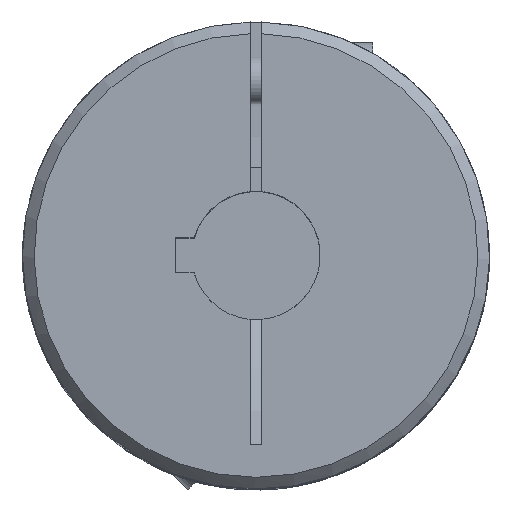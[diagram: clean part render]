
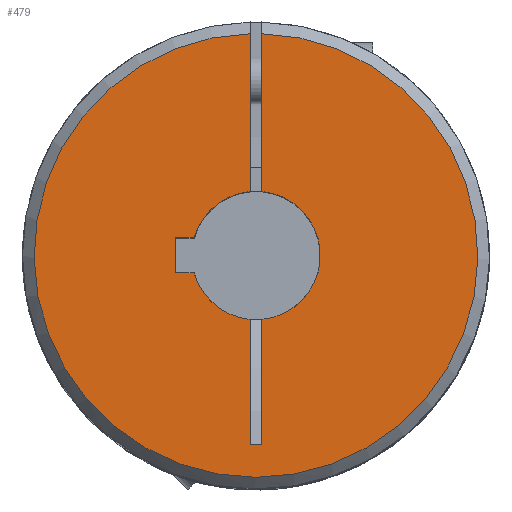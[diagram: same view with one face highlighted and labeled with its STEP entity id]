
A CAD part, top view. The second image highlights one B-rep face of the part: STEP entity #479.
In plain terms, the highlighted face is planar.
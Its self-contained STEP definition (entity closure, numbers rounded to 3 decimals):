
#479 = ADVANCED_FACE( '', ( #1068 ), #1069, .F. );
#1068 = FACE_OUTER_BOUND( '', #1776, .T. );
#1069 = PLANE( '', #1777 );
#1776 = EDGE_LOOP( '', ( #3024, #3025, #3026, #3027, #3028, #3029, #3030, #3031, #3032, #3033, #3034, #3035 ) );
#1777 = AXIS2_PLACEMENT_3D( '', #3036, #3037, #3038 );
#3024 = ORIENTED_EDGE( '', *, *, #4467, .T. );
#3025 = ORIENTED_EDGE( '', *, *, #4196, .T. );
#3026 = ORIENTED_EDGE( '', *, *, #4251, .T. );
#3027 = ORIENTED_EDGE( '', *, *, #4468, .F. );
#3028 = ORIENTED_EDGE( '', *, *, #4469, .T. );
#3029 = ORIENTED_EDGE( '', *, *, #4470, .T. );
#3030 = ORIENTED_EDGE( '', *, *, #4471, .T. );
#3031 = ORIENTED_EDGE( '', *, *, #4472, .T. );
#3032 = ORIENTED_EDGE( '', *, *, #4473, .T. );
#3033 = ORIENTED_EDGE( '', *, *, #4374, .T. );
#3034 = ORIENTED_EDGE( '', *, *, #4158, .F. );
#3035 = ORIENTED_EDGE( '', *, *, #4474, .T. );
#3036 = CARTESIAN_POINT( '', ( 0., 0., 0. ) );
#3037 = DIRECTION( '', ( 1., 0., 0. ) );
#3038 = DIRECTION( '', ( 0., 0., -1. ) );
#4158 = EDGE_CURVE( '', #4993, #4996, #4997, .T. );
#4196 = EDGE_CURVE( '', #5053, #5056, #5058, .T. );
#4251 = EDGE_CURVE( '', #5056, #5145, #5148, .T. );
#4374 = EDGE_CURVE( '', #5343, #4996, #5344, .T. );
#4467 = EDGE_CURVE( '', #5477, #5053, #5478, .T. );
#4468 = EDGE_CURVE( '', #5479, #5145, #5480, .T. );
#4469 = EDGE_CURVE( '', #5479, #5481, #5482, .T. );
#4470 = EDGE_CURVE( '', #5481, #5483, #5484, .T. );
#4471 = EDGE_CURVE( '', #5483, #5485, #5486, .T. );
#4472 = EDGE_CURVE( '', #5485, #5487, #5488, .T. );
#4473 = EDGE_CURVE( '', #5487, #5343, #5489, .T. );
#4474 = EDGE_CURVE( '', #4993, #5477, #5490, .T. );
#4993 = VERTEX_POINT( '', #6202 );
#4996 = VERTEX_POINT( '', #6208 );
#4997 = CIRCLE( '', #6209, 38. );
#5053 = VERTEX_POINT( '', #6390 );
#5056 = VERTEX_POINT( '', #6394 );
#5058 = LINE( '', #6396, #6397 );
#5145 = VERTEX_POINT( '', #6515 );
#5148 = LINE( '', #6518, #6519 );
#5343 = VERTEX_POINT( '', #6790 );
#5344 = LINE( '', #6791, #6792 );
#5477 = VERTEX_POINT( '', #7003 );
#5478 = CIRCLE( '', #7004, 11. );
#5479 = VERTEX_POINT( '', #7005 );
#5480 = LINE( '', #7006, #7007 );
#5481 = VERTEX_POINT( '', #7008 );
#5482 = CIRCLE( '', #7009, 11. );
#5483 = VERTEX_POINT( '', #7010 );
#5484 = LINE( '', #7011, #7012 );
#5485 = VERTEX_POINT( '', #7013 );
#5486 = LINE( '', #7014, #7015 );
#5487 = VERTEX_POINT( '', #7016 );
#5488 = LINE( '', #7017, #7018 );
#5489 = CIRCLE( '', #7019, 11. );
#5490 = LINE( '', #7020, #7021 );
#6202 = CARTESIAN_POINT( '', ( 0., 37.987, 1. ) );
#6208 = CARTESIAN_POINT( '', ( 0., 37.987, -1. ) );
#6209 = AXIS2_PLACEMENT_3D( '', #7863, #7864, #7865 );
#6390 = CARTESIAN_POINT( '', ( 0., -10.954, 1. ) );
#6394 = CARTESIAN_POINT( '', ( 0., -32.365, 1. ) );
#6396 = CARTESIAN_POINT( '', ( 0., 40., 1. ) );
#6397 = VECTOR( '', #7908, 1000. );
#6515 = CARTESIAN_POINT( '', ( 0., -32.365, -1. ) );
#6518 = CARTESIAN_POINT( '', ( 0., -32.365, 1. ) );
#6519 = VECTOR( '', #7985, 1000. );
#6790 = CARTESIAN_POINT( '', ( 0., 10.954, -1. ) );
#6791 = CARTESIAN_POINT( '', ( 0., 0., -1. ) );
#6792 = VECTOR( '', #8176, 1000. );
#7003 = CARTESIAN_POINT( '', ( 0., 10.954, 1. ) );
#7004 = AXIS2_PLACEMENT_3D( '', #8279, #8280, #8281 );
#7005 = CARTESIAN_POINT( '', ( 0., -10.954, -1. ) );
#7006 = CARTESIAN_POINT( '', ( 0., 40., -1. ) );
#7007 = VECTOR( '', #8282, 1000. );
#7008 = CARTESIAN_POINT( '', ( 0., -3., -10.583 ) );
#7009 = AXIS2_PLACEMENT_3D( '', #8283, #8284, #8285 );
#7010 = CARTESIAN_POINT( '', ( 0., -3., -13.8 ) );
#7011 = CARTESIAN_POINT( '', ( 0., -3., -10.583 ) );
#7012 = VECTOR( '', #8286, 1000. );
#7013 = CARTESIAN_POINT( '', ( 0., 3., -13.8 ) );
#7014 = CARTESIAN_POINT( '', ( 0., -3., -13.8 ) );
#7015 = VECTOR( '', #8287, 1000. );
#7016 = CARTESIAN_POINT( '', ( 0., 3., -10.583 ) );
#7017 = CARTESIAN_POINT( '', ( 0., 3., -13.8 ) );
#7018 = VECTOR( '', #8288, 1000. );
#7019 = AXIS2_PLACEMENT_3D( '', #8289, #8290, #8291 );
#7020 = CARTESIAN_POINT( '', ( 0., 40., 1. ) );
#7021 = VECTOR( '', #8292, 1000. );
#7863 = CARTESIAN_POINT( '', ( 0., 0., 0. ) );
#7864 = DIRECTION( '', ( 1., 0., 0. ) );
#7865 = DIRECTION( '', ( 0., 0., -1. ) );
#7908 = DIRECTION( '', ( 0., -1., 0. ) );
#7985 = DIRECTION( '', ( 0., 0., -1. ) );
#8176 = DIRECTION( '', ( 0., 1., 0. ) );
#8279 = CARTESIAN_POINT( '', ( 0., 0., 0. ) );
#8280 = DIRECTION( '', ( 1., 0., 0. ) );
#8281 = DIRECTION( '', ( 0., 0., -1. ) );
#8282 = DIRECTION( '', ( 0., -1., 0. ) );
#8283 = CARTESIAN_POINT( '', ( 0., 0., 0. ) );
#8284 = DIRECTION( '', ( 1., 0., 0. ) );
#8285 = DIRECTION( '', ( 0., 0., -1. ) );
#8286 = DIRECTION( '', ( 0., 0., -1. ) );
#8287 = DIRECTION( '', ( 0., 1., 0. ) );
#8288 = DIRECTION( '', ( 0., 0., 1. ) );
#8289 = CARTESIAN_POINT( '', ( 0., 0., 0. ) );
#8290 = DIRECTION( '', ( 1., 0., 0. ) );
#8291 = DIRECTION( '', ( 0., 0., -1. ) );
#8292 = DIRECTION( '', ( 0., -1., 0. ) );
